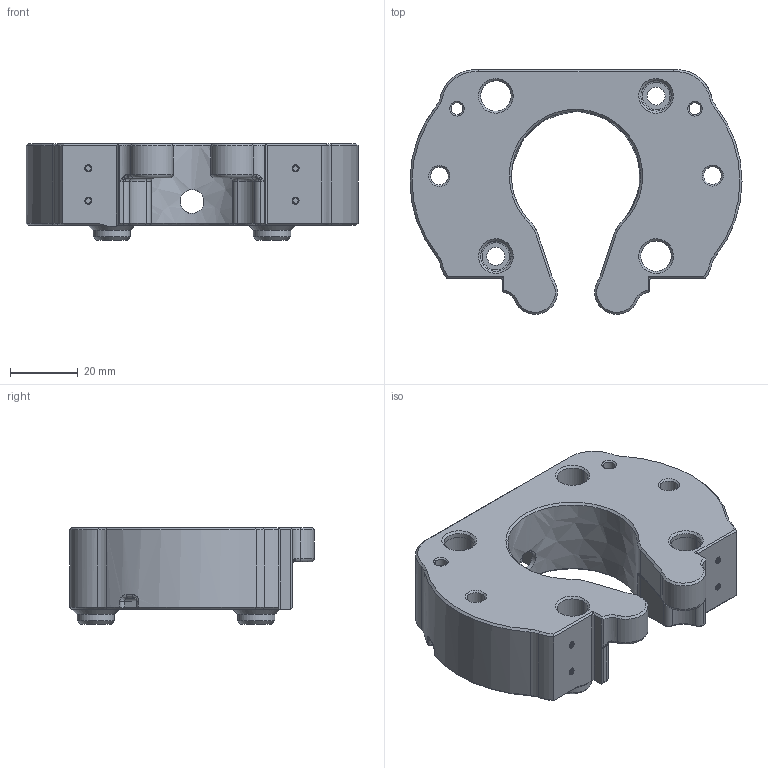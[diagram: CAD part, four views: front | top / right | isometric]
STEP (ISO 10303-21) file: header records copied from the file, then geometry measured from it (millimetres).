
FILE_DESCRIPTION(/* description */ (''),/* implementation_level */ '2;1');
FILE_NAME(/* name */ 'OSSM Middle - 0.25" mount.step',/* time_stamp */ '2021-12-02T21:34:02-05:00',/* author */ (''),/* organization */ (''),/* preprocessor_version */ 'ST-DEVELOPER v18.1',/* originating_system */ 'Autodesk Translation Framework v10.10.0.1391',/* authorisation */ '');
FILE_SCHEMA (('AUTOMOTIVE_DESIGN { 1 0 10303 214 3 1 1 }'));
Length unit declared in the file: millimetre
Products named in the file (1): OSSM Middle
Bounding box: 97.67 x 72 x 28.4 mm (x, y, z)
Volume: 89052.1 mm3; surface area: 23419 mm2
Topology: 1 solids, 1 shells, 650 faces, 1722 edges, 1096 vertices
Faces by surface type: plane 232, bspline 199, cylinder 170, cone 32, torus 17
Full cylindrical faces by diameter (mm): 1.623 x24, 2.074 x16, 3.5 x2, 5.2 x2, 5.3 x2, 7 x2, 8.8 x2, 11 x2
Entity records: 31152 total; most frequent: CARTESIAN_POINT 16789, ORIENTED_EDGE 3440, DIRECTION 2149, EDGE_CURVE 1720, VERTEX_POINT 1096, LINE 879, VECTOR 879, EDGE_LOOP 694
